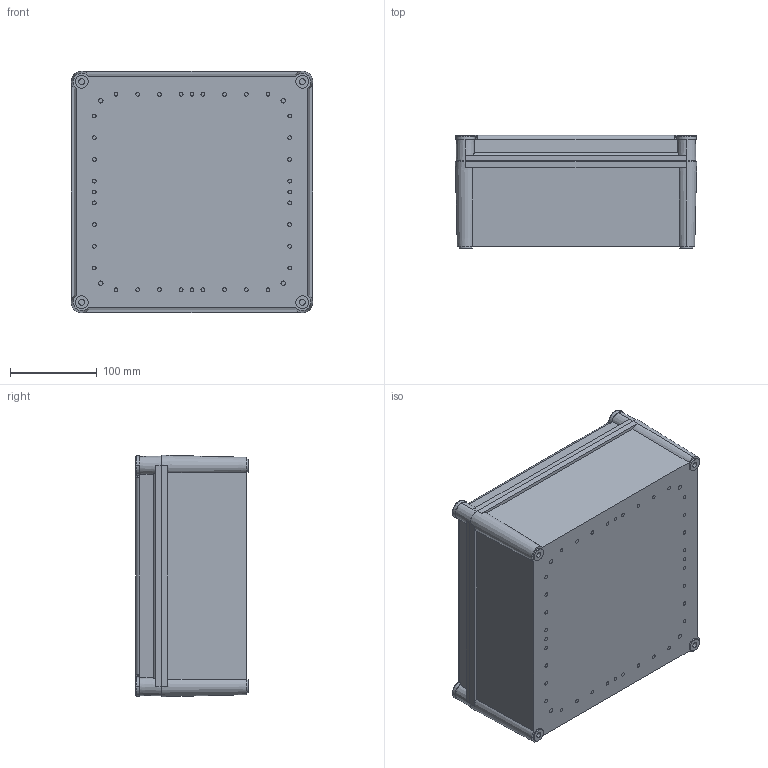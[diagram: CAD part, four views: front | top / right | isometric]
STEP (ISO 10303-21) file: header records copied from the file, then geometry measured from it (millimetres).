
FILE_DESCRIPTION (( 'STEP AP214' ), '1' );
FILE_NAME ('5330062_FIBOX_Solid_PC2828_13T.STEP', '2022-12-21T08:58:25', ( 'fiboxadmin' ), ( '' ), 'SwSTEP 2.0', 'SolidWorks 2021', '' );
FILE_SCHEMA (( 'AUTOMOTIVE_DESIGN' ));
Length unit declared in the file: millimetre
Products named in the file (4): FIBOX_EKO30C; Fibox_Solid_2828_B; 5330062_FIBOX_Solid_PC2828_13T; CS 10256 Cross head screw
Assembly tree (6 placements, depth 2):
  5330062_FIBOX_Solid_PC2828_13T
    Fibox_Solid_2828_B
    FIBOX_EKO30C
    CS 10256 Cross head screw  x4
Bounding box: 278 x 130 x 278 mm (x, y, z)
Volume: 1153703.4 mm3; surface area: 606076.3 mm2
Topology: 6 solids, 6 shells, 1200 faces, 3037 edges, 1939 vertices
Faces by surface type: plane 629, cylinder 404, cone 103, bspline 56, torus 8
Entity records: 27224 total; most frequent: CARTESIAN_POINT 5876, DIRECTION 4283, ORIENTED_EDGE 4094, EDGE_CURVE 2047, AXIS2_PLACEMENT_3D 1629, VERTEX_POINT 1330, VECTOR 1025, LINE 1025
